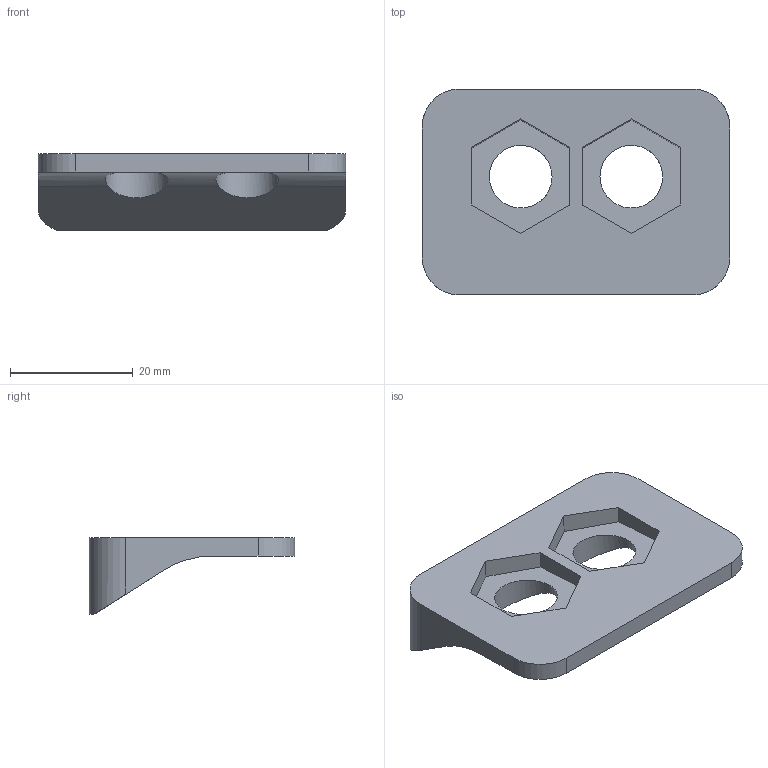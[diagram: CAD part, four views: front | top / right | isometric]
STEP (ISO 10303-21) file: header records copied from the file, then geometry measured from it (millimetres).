
FILE_DESCRIPTION (( 'STEP AP214' ), '1' );
FILE_NAME ('brake_lines_guide_upper_enginebay.STEP', '2019-07-22T05:08:27', ( '' ), ( '' ), 'SwSTEP 2.0', 'SolidWorks 2018', '' );
FILE_SCHEMA (( 'AUTOMOTIVE_DESIGN' ));
Length unit declared in the file: millimetre
Products named in the file (1): brake_lines_guide_upper_enginebay
Bounding box: 50 x 33.48 x 12.5 mm (x, y, z)
Volume: 7366.4 mm3; surface area: 4535.1 mm2
Topology: 1 solids, 1 shells, 35 faces, 95 edges, 62 vertices
Faces by surface type: plane 22, cylinder 11, bspline 2
Entity records: 1229 total; most frequent: CARTESIAN_POINT 353, ORIENTED_EDGE 190, DIRECTION 151, EDGE_CURVE 95, VECTOR 63, LINE 63, VERTEX_POINT 62, AXIS2_PLACEMENT_3D 44
